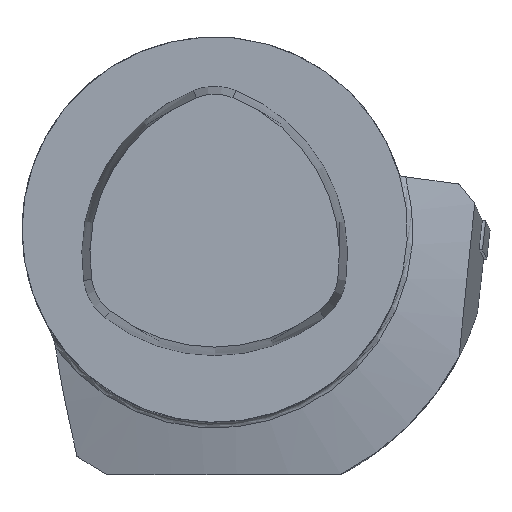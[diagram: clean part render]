
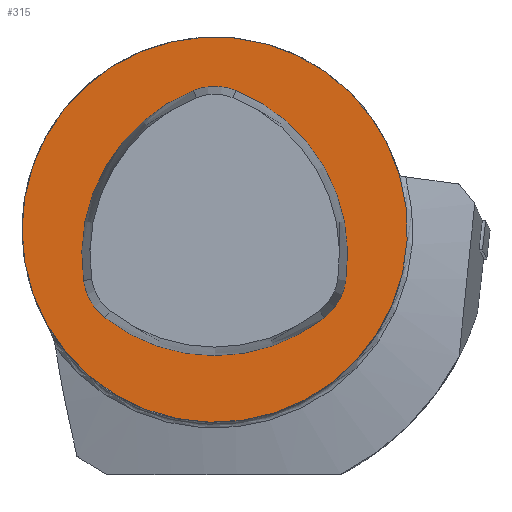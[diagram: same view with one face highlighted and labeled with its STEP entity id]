
A CAD part, top view. The second image highlights one B-rep face of the part: STEP entity #315.
In plain terms, the highlighted planar face has unit normal (0, 0, 1).
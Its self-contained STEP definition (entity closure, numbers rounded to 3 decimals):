
#113=FACE_BOUND('',#456,.T.);
#114=FACE_BOUND('',#457,.T.);
#315=ADVANCED_FACE('',(#113,#114),#361,.T.);
#361=PLANE('',#1080);
#456=EDGE_LOOP('',(#593));
#457=EDGE_LOOP('',(#594,#595,#596,#597,#598,#599));
#593=ORIENTED_EDGE('',*,*,#887,.T.);
#594=ORIENTED_EDGE('',*,*,#902,.F.);
#595=ORIENTED_EDGE('',*,*,#903,.F.);
#596=ORIENTED_EDGE('',*,*,#904,.F.);
#597=ORIENTED_EDGE('',*,*,#905,.F.);
#598=ORIENTED_EDGE('',*,*,#906,.F.);
#599=ORIENTED_EDGE('',*,*,#907,.F.);
#794=VERTEX_POINT('',#1575);
#806=VERTEX_POINT('',#1626);
#807=VERTEX_POINT('',#1627);
#808=VERTEX_POINT('',#1629);
#809=VERTEX_POINT('',#1631);
#810=VERTEX_POINT('',#1633);
#811=VERTEX_POINT('',#1635);
#887=EDGE_CURVE('',#794,#794,#958,.T.);
#902=EDGE_CURVE('',#806,#807,#961,.T.);
#903=EDGE_CURVE('',#808,#806,#962,.T.);
#904=EDGE_CURVE('',#809,#808,#963,.T.);
#905=EDGE_CURVE('',#810,#809,#964,.T.);
#906=EDGE_CURVE('',#811,#810,#965,.T.);
#907=EDGE_CURVE('',#807,#811,#966,.T.);
#958=CIRCLE('',#1063,31.5);
#961=CIRCLE('',#1074,29.);
#962=CIRCLE('',#1075,9.4);
#963=CIRCLE('',#1076,29.);
#964=CIRCLE('',#1077,9.4);
#965=CIRCLE('',#1078,29.);
#966=CIRCLE('',#1079,9.4);
#1063=AXIS2_PLACEMENT_3D('',#1574,#1228,#1229);
#1074=AXIS2_PLACEMENT_3D('',#1625,#1254,#1255);
#1075=AXIS2_PLACEMENT_3D('',#1628,#1256,#1257);
#1076=AXIS2_PLACEMENT_3D('',#1630,#1258,#1259);
#1077=AXIS2_PLACEMENT_3D('',#1632,#1260,#1261);
#1078=AXIS2_PLACEMENT_3D('',#1634,#1262,#1263);
#1079=AXIS2_PLACEMENT_3D('',#1636,#1264,#1265);
#1080=AXIS2_PLACEMENT_3D('',#1637,#1266,#1267);
#1228=DIRECTION('',(0.,0.,1.));
#1229=DIRECTION('',(-1.,0.,0.));
#1254=DIRECTION('',(0.,0.,1.));
#1255=DIRECTION('',(-1.,0.,0.));
#1256=DIRECTION('',(0.,0.,1.));
#1257=DIRECTION('',(-1.,0.,0.));
#1258=DIRECTION('',(0.,0.,1.));
#1259=DIRECTION('',(-1.,0.,0.));
#1260=DIRECTION('',(0.,0.,1.));
#1261=DIRECTION('',(-1.,0.,0.));
#1262=DIRECTION('',(0.,0.,1.));
#1263=DIRECTION('',(-1.,0.,0.));
#1264=DIRECTION('',(0.,0.,1.));
#1265=DIRECTION('',(-1.,0.,0.));
#1266=DIRECTION('',(0.,0.,1.));
#1267=DIRECTION('',(1.,0.,0.));
#1574=CARTESIAN_POINT('',(0.,0.,0.));
#1575=CARTESIAN_POINT('',(-31.5,0.,0.));
#1625=CARTESIAN_POINT('',(-7.275,-4.2,0.));
#1626=CARTESIAN_POINT('',(21.428,-8.343,0.));
#1627=CARTESIAN_POINT('',(3.489,22.729,0.));
#1628=CARTESIAN_POINT('',(12.124,-7.,0.));
#1629=CARTESIAN_POINT('',(17.939,-14.386,0.));
#1630=CARTESIAN_POINT('',(0.,8.4,0.));
#1631=CARTESIAN_POINT('',(-17.939,-14.386,0.));
#1632=CARTESIAN_POINT('',(-12.124,-7.,0.));
#1633=CARTESIAN_POINT('',(-21.428,-8.343,0.));
#1634=CARTESIAN_POINT('',(7.275,-4.2,0.));
#1635=CARTESIAN_POINT('',(-3.489,22.729,0.));
#1636=CARTESIAN_POINT('',(0.,14.,0.));
#1637=CARTESIAN_POINT('',(0.,0.,0.));
